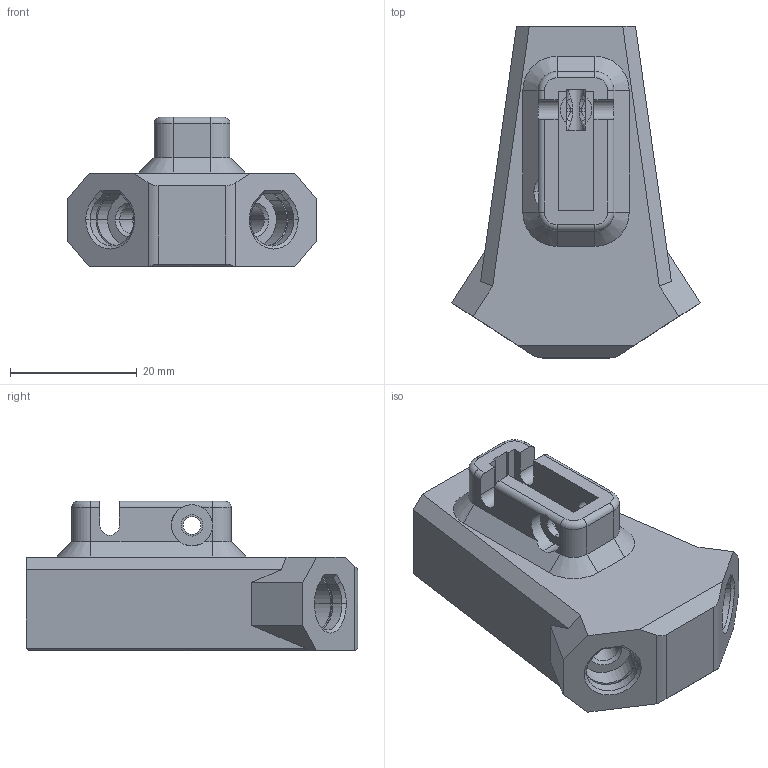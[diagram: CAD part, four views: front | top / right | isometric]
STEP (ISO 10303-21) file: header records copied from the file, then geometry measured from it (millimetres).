
FILE_DESCRIPTION (( 'STEP AP203' ), '1' );
FILE_NAME ('Night Owl D2HW Hub.STEP', '2025-08-25T16:06:02', ( '' ), ( '' ), 'SwSTEP 2.0', 'SolidWorks 2025', '' );
FILE_SCHEMA (( 'CONFIG_CONTROL_DESIGN' ));
Length unit declared in the file: millimetre
Products named in the file (1): Night Owl D2HW Hub
Bounding box: 39.22 x 52.4 x 23.6 mm (x, y, z)
Volume: 19651.9 mm3; surface area: 6869 mm2
Topology: 1 solids, 1 shells, 217 faces, 546 edges, 337 vertices
Faces by surface type: plane 98, cylinder 72, cone 25, bspline 12, torus 10
Entity records: 6917 total; most frequent: CARTESIAN_POINT 1634, DIRECTION 1096, ORIENTED_EDGE 1084, EDGE_CURVE 542, AXIS2_PLACEMENT_3D 385, VERTEX_POINT 337, LINE 326, VECTOR 326
